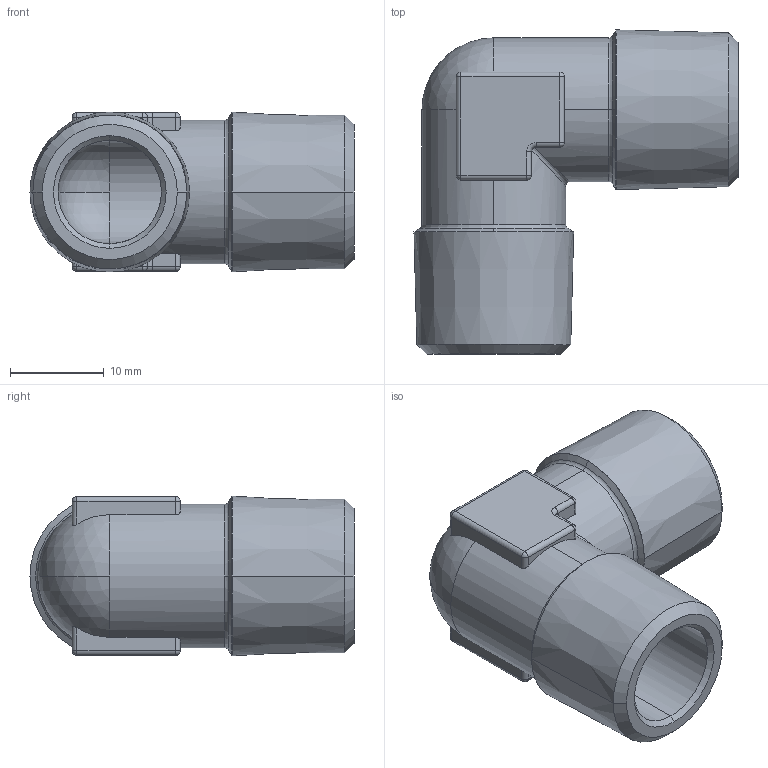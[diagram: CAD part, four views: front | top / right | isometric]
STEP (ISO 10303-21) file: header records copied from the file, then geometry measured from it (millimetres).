
FILE_DESCRIPTION (( 'STEP AP203' ), '1' );
FILE_NAME ('05250003.STEP', '2010-09-13T15:08:57', ( 'Flavio' ), ( '' ), 'SwSTEP 2.0', 'SolidWorks 2009', '' );
FILE_SCHEMA (( 'CONFIG_CONTROL_DESIGN' ));
Length unit declared in the file: millimetre
Products named in the file (1): 05250003
Bounding box: 34.5 x 34.5 x 17 mm (x, y, z)
Volume: 5677.3 mm3; surface area: 4648.4 mm2
Topology: 1 solids, 1 shells, 89 faces, 219 edges, 120 vertices
Faces by surface type: cylinder 36, cone 16, plane 16, sphere 14, torus 6, bspline 1
Entity records: 2821 total; most frequent: CARTESIAN_POINT 688, DIRECTION 470, ORIENTED_EDGE 414, EDGE_CURVE 207, AXIS2_PLACEMENT_3D 193, VERTEX_POINT 120, CIRCLE 104, EDGE_LOOP 91
